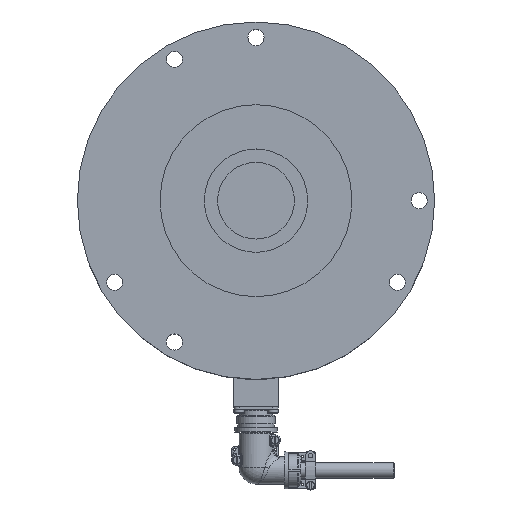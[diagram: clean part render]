
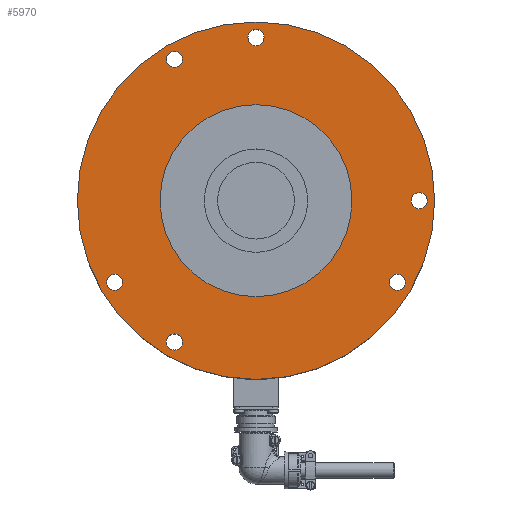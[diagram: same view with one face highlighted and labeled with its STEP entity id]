
A CAD part, top view. The second image highlights one B-rep face of the part: STEP entity #5970.
In plain terms, the highlighted planar face has unit normal (0, 0, 1).
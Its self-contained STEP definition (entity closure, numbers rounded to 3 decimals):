
#62 = DIRECTION ( 'NONE',  ( -1., 0., 0. ) ) ;
#135 = CARTESIAN_POINT ( 'NONE',  ( 0., 110.5, 36. ) ) ;
#282 = DIRECTION ( 'NONE',  ( 0., 0., -1. ) ) ;
#306 = EDGE_LOOP ( 'NONE', ( #20523 ) ) ;
#441 = EDGE_CURVE ( 'NONE', #10818, #10818, #659, .T. ) ;
#659 = CIRCLE ( 'NONE', #6017, 5.5 ) ;
#759 = VERTEX_POINT ( 'NONE', #7159 ) ;
#921 = DIRECTION ( 'NONE',  ( 0., 0., 1. ) ) ;
#1238 = ORIENTED_EDGE ( 'NONE', *, *, #17041, .T. ) ;
#2001 = EDGE_CURVE ( 'NONE', #12193, #12193, #15304, .T. ) ;
#2530 = VERTEX_POINT ( 'NONE', #12476 ) ;
#2762 = VERTEX_POINT ( 'NONE', #4249 ) ;
#2863 = FACE_BOUND ( 'NONE', #14600, .T. ) ;
#3026 = CARTESIAN_POINT ( 'NONE',  ( 95.696, -55.25, 36. ) ) ;
#3211 = EDGE_LOOP ( 'NONE', ( #8996 ) ) ;
#3809 = CIRCLE ( 'NONE', #15503, 5.5 ) ;
#3917 = CARTESIAN_POINT ( 'NONE',  ( 110.5, 0., 36. ) ) ;
#4249 = CARTESIAN_POINT ( 'NONE',  ( 5.5, 110.5, 36. ) ) ;
#4400 = EDGE_LOOP ( 'NONE', ( #16155 ) ) ;
#4750 = FACE_BOUND ( 'NONE', #3211, .T. ) ;
#5179 = EDGE_LOOP ( 'NONE', ( #17309 ) ) ;
#5393 = DIRECTION ( 'NONE',  ( 0., 0., -1. ) ) ;
#5590 = VERTEX_POINT ( 'NONE', #11972 ) ;
#5604 = DIRECTION ( 'NONE',  ( 1., 0., 0. ) ) ;
#5845 = AXIS2_PLACEMENT_3D ( 'NONE', #135, #11052, #19078 ) ;
#5970 = ADVANCED_FACE ( 'NONE', ( #12725, #2863, #4750, #6242, #19075, #12624, #14084, #11256 ), #20433, .F. ) ;
#6017 = AXIS2_PLACEMENT_3D ( 'NONE', #3026, #15798, #14237 ) ;
#6242 = FACE_BOUND ( 'NONE', #4400, .T. ) ;
#6301 = CIRCLE ( 'NONE', #16322, 5.5 ) ;
#6387 = ORIENTED_EDGE ( 'NONE', *, *, #7434, .T. ) ;
#6517 = AXIS2_PLACEMENT_3D ( 'NONE', #14917, #5393, #6858 ) ;
#6858 = DIRECTION ( 'NONE',  ( 1., 0., 0. ) ) ;
#7036 = ORIENTED_EDGE ( 'NONE', *, *, #2001, .F. ) ;
#7159 = CARTESIAN_POINT ( 'NONE',  ( -49.75, -95.696, 36. ) ) ;
#7173 = DIRECTION ( 'NONE',  ( 0., 0., -1. ) ) ;
#7345 = EDGE_CURVE ( 'NONE', #759, #759, #12642, .T. ) ;
#7434 = EDGE_CURVE ( 'NONE', #5590, #5590, #6301, .T. ) ;
#7516 = CIRCLE ( 'NONE', #6517, 5.5 ) ;
#8050 = CARTESIAN_POINT ( 'NONE',  ( 0., 0., 36. ) ) ;
#8261 = CARTESIAN_POINT ( 'NONE',  ( -55.25, -95.696, 36. ) ) ;
#8896 = CARTESIAN_POINT ( 'NONE',  ( 0., 0., 36. ) ) ;
#8996 = ORIENTED_EDGE ( 'NONE', *, *, #9058, .T. ) ;
#9058 = EDGE_CURVE ( 'NONE', #2530, #2530, #3809, .T. ) ;
#9079 = EDGE_LOOP ( 'NONE', ( #7036 ) ) ;
#9269 = AXIS2_PLACEMENT_3D ( 'NONE', #8896, #921, #16252 ) ;
#10129 = CARTESIAN_POINT ( 'NONE',  ( -55.25, 95.696, 36. ) ) ;
#10279 = CIRCLE ( 'NONE', #9269, 121. ) ;
#10818 = VERTEX_POINT ( 'NONE', #17101 ) ;
#11052 = DIRECTION ( 'NONE',  ( 0., 0., -1. ) ) ;
#11144 = DIRECTION ( 'NONE',  ( 0., 0., -1. ) ) ;
#11256 = FACE_OUTER_BOUND ( 'NONE', #16241, .T. ) ;
#11972 = CARTESIAN_POINT ( 'NONE',  ( -49.75, 95.696, 36. ) ) ;
#11974 = AXIS2_PLACEMENT_3D ( 'NONE', #8261, #282, #17860 ) ;
#12165 = EDGE_LOOP ( 'NONE', ( #6387 ) ) ;
#12193 = VERTEX_POINT ( 'NONE', #18444 ) ;
#12476 = CARTESIAN_POINT ( 'NONE',  ( 116., 0., 36. ) ) ;
#12510 = CARTESIAN_POINT ( 'NONE',  ( 0., -65., 36. ) ) ;
#12529 = CARTESIAN_POINT ( 'NONE',  ( -90.196, -55.25, 36. ) ) ;
#12584 = ORIENTED_EDGE ( 'NONE', *, *, #16416, .T. ) ;
#12624 = FACE_BOUND ( 'NONE', #12165, .T. ) ;
#12642 = CIRCLE ( 'NONE', #11974, 5.5 ) ;
#12725 = FACE_BOUND ( 'NONE', #5179, .T. ) ;
#13403 = VERTEX_POINT ( 'NONE', #19754 ) ;
#13478 = DIRECTION ( 'NONE',  ( 1., 0., 0. ) ) ;
#13999 = VERTEX_POINT ( 'NONE', #12529 ) ;
#14084 = FACE_BOUND ( 'NONE', #9079, .T. ) ;
#14180 = DIRECTION ( 'NONE',  ( 1., 0., 0. ) ) ;
#14237 = DIRECTION ( 'NONE',  ( 1., 0., 0. ) ) ;
#14422 = DIRECTION ( 'NONE',  ( 0., 0., 1. ) ) ;
#14600 = EDGE_LOOP ( 'NONE', ( #1238 ) ) ;
#14871 = CIRCLE ( 'NONE', #5845, 5.5 ) ;
#14917 = CARTESIAN_POINT ( 'NONE',  ( -95.696, -55.25, 36. ) ) ;
#15145 = DIRECTION ( 'NONE',  ( 0., 0., -1. ) ) ;
#15304 = CIRCLE ( 'NONE', #15616, 65. ) ;
#15503 = AXIS2_PLACEMENT_3D ( 'NONE', #3917, #7173, #5604 ) ;
#15616 = AXIS2_PLACEMENT_3D ( 'NONE', #8050, #14422, #62 ) ;
#15798 = DIRECTION ( 'NONE',  ( 0., 0., -1. ) ) ;
#16155 = ORIENTED_EDGE ( 'NONE', *, *, #441, .T. ) ;
#16241 = EDGE_LOOP ( 'NONE', ( #12584 ) ) ;
#16252 = DIRECTION ( 'NONE',  ( -1., 0., 0. ) ) ;
#16322 = AXIS2_PLACEMENT_3D ( 'NONE', #10129, #15145, #13478 ) ;
#16416 = EDGE_CURVE ( 'NONE', #13403, #13403, #10279, .T. ) ;
#17020 = EDGE_CURVE ( 'NONE', #2762, #2762, #14871, .T. ) ;
#17041 = EDGE_CURVE ( 'NONE', #13999, #13999, #7516, .T. ) ;
#17101 = CARTESIAN_POINT ( 'NONE',  ( 101.196, -55.25, 36. ) ) ;
#17309 = ORIENTED_EDGE ( 'NONE', *, *, #7345, .T. ) ;
#17671 = AXIS2_PLACEMENT_3D ( 'NONE', #12510, #11144, #14180 ) ;
#17860 = DIRECTION ( 'NONE',  ( 1., 0., 0. ) ) ;
#18444 = CARTESIAN_POINT ( 'NONE',  ( -65., 0., 36. ) ) ;
#19075 = FACE_BOUND ( 'NONE', #306, .T. ) ;
#19078 = DIRECTION ( 'NONE',  ( 1., 0., 0. ) ) ;
#19754 = CARTESIAN_POINT ( 'NONE',  ( -121., 0., 36. ) ) ;
#20433 = PLANE ( 'NONE',  #17671 ) ;
#20523 = ORIENTED_EDGE ( 'NONE', *, *, #17020, .T. ) ;
